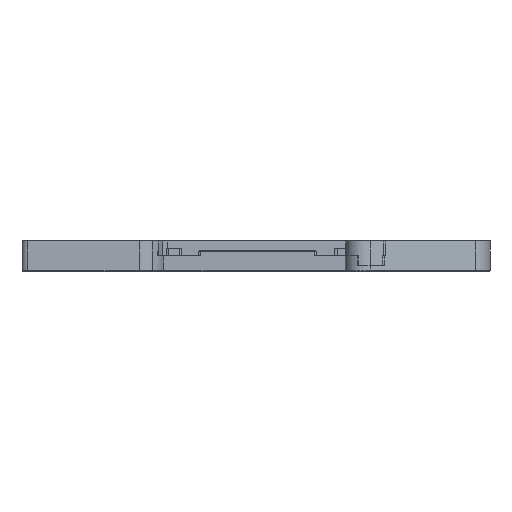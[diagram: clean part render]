
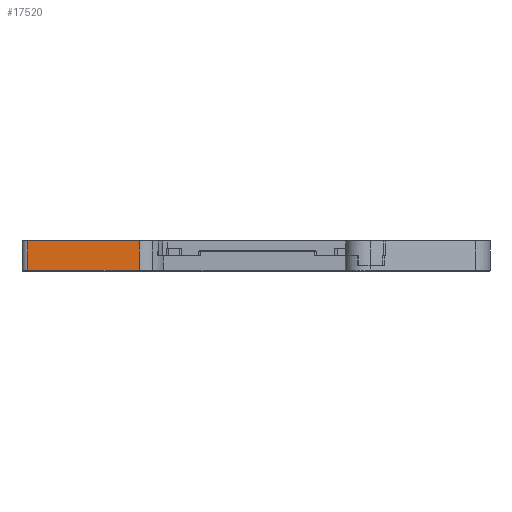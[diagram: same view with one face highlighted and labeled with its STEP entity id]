
A CAD part, front view. The second image highlights one B-rep face of the part: STEP entity #17520.
In plain terms, the highlighted planar face has unit normal (0, -1, 0).
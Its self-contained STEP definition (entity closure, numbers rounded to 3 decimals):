
#975 = CARTESIAN_POINT ( 'NONE',  ( -88.659, -12.733, 20.778 ) ) ;
#2057 = DIRECTION ( 'NONE',  ( 1., 0., 0. ) ) ;
#2759 = VECTOR ( 'NONE', #24851, 1000. ) ;
#3346 = VECTOR ( 'NONE', #20942, 1000. ) ;
#5413 = CARTESIAN_POINT ( 'NONE',  ( -88.659, -12.733, 20.778 ) ) ;
#5525 = VECTOR ( 'NONE', #2057, 1000. ) ;
#6071 = VERTEX_POINT ( 'NONE', #18715 ) ;
#6993 = CARTESIAN_POINT ( 'NONE',  ( -69.702, -12.733, 20.778 ) ) ;
#7265 = EDGE_CURVE ( 'NONE', #6071, #20241, #13262, .T. ) ;
#7630 = DIRECTION ( 'NONE',  ( 0., 1., 0. ) ) ;
#10562 = LINE ( 'NONE', #6993, #2759 ) ;
#12101 = FACE_OUTER_BOUND ( 'NONE', #28491, .T. ) ;
#13262 = LINE ( 'NONE', #20757, #3346 ) ;
#14309 = VERTEX_POINT ( 'NONE', #20684 ) ;
#14872 = ORIENTED_EDGE ( 'NONE', *, *, #15008, .F. ) ;
#15008 = EDGE_CURVE ( 'NONE', #26209, #14309, #17606, .T. ) ;
#15453 = CARTESIAN_POINT ( 'NONE',  ( -69.702, -12.733, 20.778 ) ) ;
#16122 = ORIENTED_EDGE ( 'NONE', *, *, #26195, .T. ) ;
#17520 = ADVANCED_FACE ( 'NONE', ( #12101 ), #18528, .F. ) ;
#17606 = LINE ( 'NONE', #15453, #5525 ) ;
#18301 = AXIS2_PLACEMENT_3D ( 'NONE', #21419, #7630, #23519 ) ;
#18528 = PLANE ( 'NONE',  #18301 ) ;
#18715 = CARTESIAN_POINT ( 'NONE',  ( -69.702, -12.733, 15.778 ) ) ;
#19011 = ORIENTED_EDGE ( 'NONE', *, *, #19854, .F. ) ;
#19854 = EDGE_CURVE ( 'NONE', #14309, #6071, #10562, .T. ) ;
#20241 = VERTEX_POINT ( 'NONE', #22920 ) ;
#20684 = CARTESIAN_POINT ( 'NONE',  ( -69.702, -12.733, 20.778 ) ) ;
#20757 = CARTESIAN_POINT ( 'NONE',  ( -69.702, -12.733, 15.778 ) ) ;
#20942 = DIRECTION ( 'NONE',  ( -1., 0., 0. ) ) ;
#21419 = CARTESIAN_POINT ( 'NONE',  ( -69.702, -12.733, 20.778 ) ) ;
#22920 = CARTESIAN_POINT ( 'NONE',  ( -88.659, -12.733, 15.778 ) ) ;
#23255 = LINE ( 'NONE', #5413, #27845 ) ;
#23519 = DIRECTION ( 'NONE',  ( -1., 0., 0. ) ) ;
#24851 = DIRECTION ( 'NONE',  ( 0., 0., -1. ) ) ;
#25823 = DIRECTION ( 'NONE',  ( 0., 0., -1. ) ) ;
#26195 = EDGE_CURVE ( 'NONE', #26209, #20241, #23255, .T. ) ;
#26209 = VERTEX_POINT ( 'NONE', #975 ) ;
#26248 = ORIENTED_EDGE ( 'NONE', *, *, #7265, .F. ) ;
#27845 = VECTOR ( 'NONE', #25823, 1000. ) ;
#28491 = EDGE_LOOP ( 'NONE', ( #26248, #19011, #14872, #16122 ) ) ;
